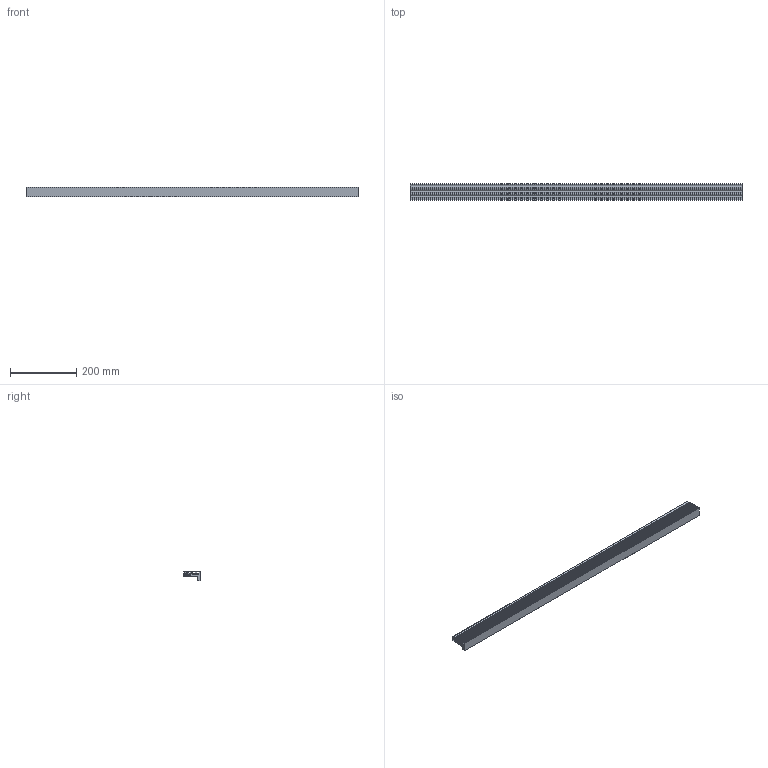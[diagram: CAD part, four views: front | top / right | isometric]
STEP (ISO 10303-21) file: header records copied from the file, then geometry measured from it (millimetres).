
FILE_DESCRIPTION(/* description */ (''),/* implementation_level */ '2;1');
FILE_NAME(/* name */ 'JK1724.stp',/* time_stamp */ '2019-08-22T08:52:55+02:00',/* author */ ('j.woelkerling'),/* organization */ (''),/* preprocessor_version */ 'ST-DEVELOPER v17',/* originating_system */ 'Autodesk Inventor 2018',/* authorisation */ '');
FILE_SCHEMA (('AUTOMOTIVE_DESIGN { 1 0 10303 214 3 1 1 }'));
Length unit declared in the file: millimetre
Products named in the file (1): 615990 19.02.04 REIM
Bounding box: 1000 x 50 x 28 mm (x, y, z)
Volume: 622242.6 mm3; surface area: 347616.6 mm2
Topology: 1 solids, 1 shells, 72 faces, 210 edges, 140 vertices
Faces by surface type: cylinder 37, plane 35
Entity records: 2526 total; most frequent: DIRECTION 430, CARTESIAN_POINT 423, ORIENTED_EDGE 420, EDGE_CURVE 210, AXIS2_PLACEMENT_3D 147, VERTEX_POINT 140, LINE 136, VECTOR 136
